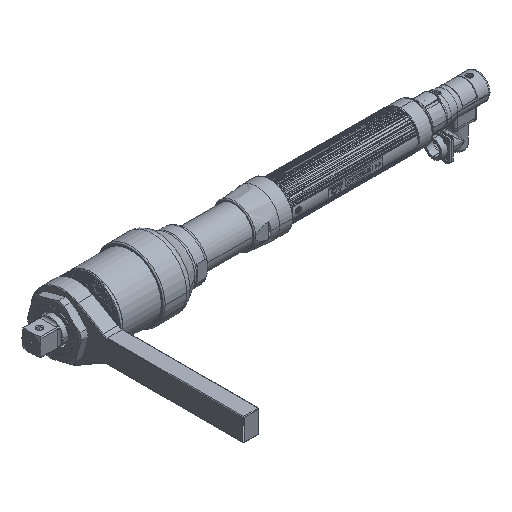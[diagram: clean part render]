
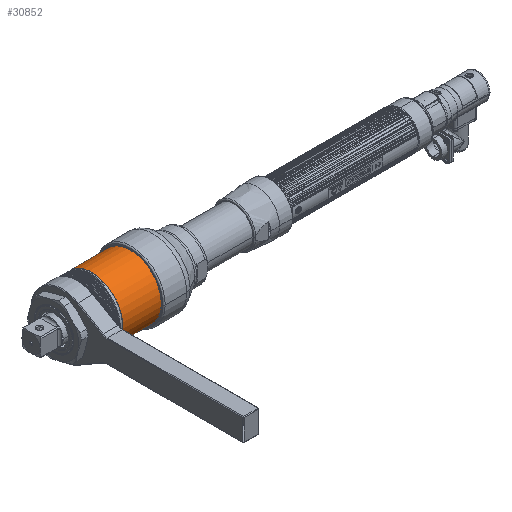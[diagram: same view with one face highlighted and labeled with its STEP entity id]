
A CAD part, isometric view. The second image highlights one B-rep face of the part: STEP entity #30852.
In plain terms, the highlighted cylindrical face has radius 43.18 mm (diameter 86.36 mm), a partial arc.
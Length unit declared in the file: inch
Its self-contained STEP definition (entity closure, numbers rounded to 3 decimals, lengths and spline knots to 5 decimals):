
#28119=CARTESIAN_POINT('',(-17.5854,0.005,0.));
#28120=DIRECTION('',(-1.,0.,0.));
#28121=DIRECTION('',(0.,-0.707,-0.707));
#28122=AXIS2_PLACEMENT_3D('',#28119,#28120,#28121);
#28124=CARTESIAN_POINT('',(-15.4684,0.005,0.));
#28125=DIRECTION('',(1.,0.,0.));
#28126=DIRECTION('',(0.,0.707,0.707));
#28127=AXIS2_PLACEMENT_3D('',#28124,#28125,#28126);
#28154=DIRECTION('',(-1.,0.,0.));
#28155=VECTOR('',#28154,2.117);
#28156=CARTESIAN_POINT('',(-15.4684,-1.19708,-1.20208));
#28157=LINE('',#28156,#28155);
#28163=DIRECTION('',(-1.,0.,0.));
#28164=VECTOR('',#28163,2.117);
#28165=CARTESIAN_POINT('',(-15.4684,1.20708,1.20208));
#28166=LINE('',#28165,#28164);
#30733=CARTESIAN_POINT('',(-17.5854,1.20708,1.20208));
#30734=CARTESIAN_POINT('',(-17.5854,-1.19708,-1.20208));
#30735=VERTEX_POINT('',#30733);
#30736=VERTEX_POINT('',#30734);
#30737=CARTESIAN_POINT('',(-15.4684,1.20708,1.20208));
#30738=CARTESIAN_POINT('',(-15.4684,-1.19708,-1.20208));
#30739=VERTEX_POINT('',#30737);
#30740=VERTEX_POINT('',#30738);
#30837=CARTESIAN_POINT('',(-19.92685,0.005,0.));
#30838=DIRECTION('',(1.,0.,0.));
#30839=DIRECTION('',(0.,-0.707,-0.707));
#30840=AXIS2_PLACEMENT_3D('',#30837,#30838,#30839);
#30841=CYLINDRICAL_SURFACE('',#30840,1.7);
#30843=ORIENTED_EDGE('',*,*,#30842,.T.);
#30845=ORIENTED_EDGE('',*,*,#30844,.F.);
#30847=ORIENTED_EDGE('',*,*,#30846,.T.);
#30849=ORIENTED_EDGE('',*,*,#30848,.T.);
#30850=EDGE_LOOP('',(#30843,#30845,#30847,#30849));
#30851=FACE_OUTER_BOUND('',#30850,.F.);
#30852=ADVANCED_FACE('',(#30851),#30841,.T.);
#28123=CIRCLE('',#28122,1.7);
#28128=CIRCLE('',#28127,1.7);
#30842=EDGE_CURVE('',#30736,#30735,#28123,.T.);
#30844=EDGE_CURVE('',#30739,#30735,#28166,.T.);
#30846=EDGE_CURVE('',#30739,#30740,#28128,.T.);
#30848=EDGE_CURVE('',#30740,#30736,#28157,.T.);
